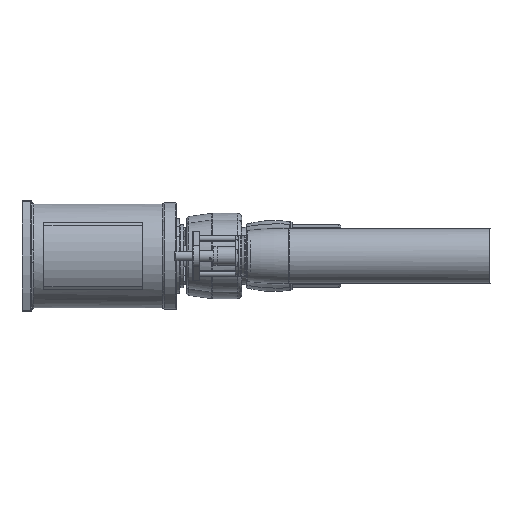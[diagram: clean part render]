
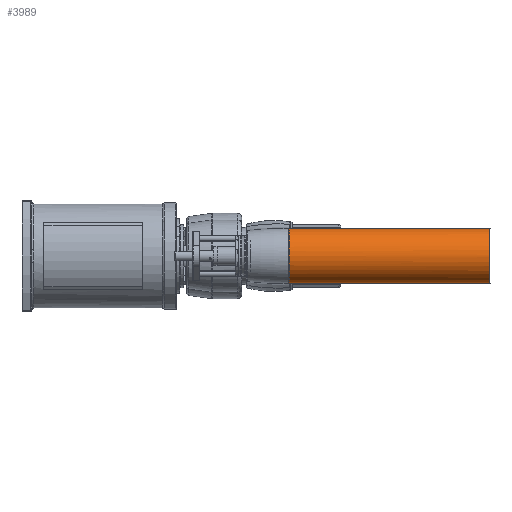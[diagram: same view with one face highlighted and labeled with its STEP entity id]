
A CAD part, left-side view. The second image highlights one B-rep face of the part: STEP entity #3989.
In plain terms, the highlighted cylindrical face has radius 70 mm (diameter 140 mm), a partial arc.
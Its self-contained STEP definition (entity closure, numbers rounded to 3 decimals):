
#79 = CYLINDRICAL_SURFACE ( 'NONE', #22952, 70. ) ;
#2907 = FACE_OUTER_BOUND ( 'NONE', #18046, .T. ) ;
#3042 = VERTEX_POINT ( 'NONE', #15371 ) ;
#3436 = CARTESIAN_POINT ( 'NONE',  ( -1341.711, -873.88, 0. ) ) ;
#3989 = ADVANCED_FACE ( 'NONE', ( #2907 ), #79, .T. ) ;
#4669 = AXIS2_PLACEMENT_3D ( 'NONE', #28186, #16013, #19289 ) ;
#5306 = CARTESIAN_POINT ( 'NONE',  ( -1341.711, -873.88, 70. ) ) ;
#6569 = DIRECTION ( 'NONE',  ( 0., 1., 0. ) ) ;
#6634 = CARTESIAN_POINT ( 'NONE',  ( -1411.636, -871.88, 3.25 ) ) ;
#6835 = ORIENTED_EDGE ( 'NONE', *, *, #17493, .T. ) ;
#6933 = LINE ( 'NONE', #9917, #37952 ) ;
#8835 = CARTESIAN_POINT ( 'NONE',  ( -1341.711, -873.88, -70. ) ) ;
#9246 = VERTEX_POINT ( 'NONE', #19639 ) ;
#9358 = DIRECTION ( 'NONE',  ( 0., 1., 0. ) ) ;
#9584 = DIRECTION ( 'NONE',  ( 0., 1., 0. ) ) ;
#9610 = CARTESIAN_POINT ( 'NONE',  ( -1411.636, -873.88, -3.25 ) ) ;
#9813 = VERTEX_POINT ( 'NONE', #21359 ) ;
#9830 = VECTOR ( 'NONE', #30492, 1000. ) ;
#9917 = CARTESIAN_POINT ( 'NONE',  ( -1411.636, -873.88, 3.25 ) ) ;
#10158 = EDGE_CURVE ( 'NONE', #24991, #9246, #33073, .T. ) ;
#10764 = LINE ( 'NONE', #9610, #9830 ) ;
#11090 = DIRECTION ( 'NONE',  ( 0., 1., 0. ) ) ;
#11165 = AXIS2_PLACEMENT_3D ( 'NONE', #26897, #11803, #11938 ) ;
#11803 = DIRECTION ( 'NONE',  ( 0., 1., 0. ) ) ;
#11938 = DIRECTION ( 'NONE',  ( 0., 0., 1. ) ) ;
#12690 = ORIENTED_EDGE ( 'NONE', *, *, #10158, .T. ) ;
#12862 = ORIENTED_EDGE ( 'NONE', *, *, #24885, .T. ) ;
#14608 = EDGE_CURVE ( 'NONE', #16918, #3042, #10764, .T. ) ;
#14955 = CIRCLE ( 'NONE', #11165, 70. ) ;
#15371 = CARTESIAN_POINT ( 'NONE',  ( -1411.636, -873.88, -3.25 ) ) ;
#16013 = DIRECTION ( 'NONE',  ( 0., 1., 0. ) ) ;
#16918 = VERTEX_POINT ( 'NONE', #34335 ) ;
#17256 = CIRCLE ( 'NONE', #26078, 70. ) ;
#17493 = EDGE_CURVE ( 'NONE', #9813, #24991, #19040, .T. ) ;
#18046 = EDGE_LOOP ( 'NONE', ( #36387, #6835, #12690, #28337, #21307, #34798, #23228, #12862 ) ) ;
#18733 = EDGE_CURVE ( 'NONE', #30696, #3042, #17256, .T. ) ;
#18928 = DIRECTION ( 'NONE',  ( 0., 0., -1. ) ) ;
#19040 = CIRCLE ( 'NONE', #27066, 70. ) ;
#19289 = DIRECTION ( 'NONE',  ( 0., 0., -1. ) ) ;
#19639 = CARTESIAN_POINT ( 'NONE',  ( -1341.711, -363.88, 70. ) ) ;
#21307 = ORIENTED_EDGE ( 'NONE', *, *, #35503, .F. ) ;
#21359 = CARTESIAN_POINT ( 'NONE',  ( -1411.636, -873.88, 3.25 ) ) ;
#22952 = AXIS2_PLACEMENT_3D ( 'NONE', #36400, #6569, #18928 ) ;
#23228 = ORIENTED_EDGE ( 'NONE', *, *, #14608, .F. ) ;
#24885 = EDGE_CURVE ( 'NONE', #16918, #34364, #14955, .T. ) ;
#24976 = CARTESIAN_POINT ( 'NONE',  ( -1341.711, -363.88, -70. ) ) ;
#24991 = VERTEX_POINT ( 'NONE', #30424 ) ;
#26078 = AXIS2_PLACEMENT_3D ( 'NONE', #3436, #9358, #36178 ) ;
#26897 = CARTESIAN_POINT ( 'NONE',  ( -1341.711, -871.88, 0. ) ) ;
#27066 = AXIS2_PLACEMENT_3D ( 'NONE', #31147, #31013, #37044 ) ;
#27240 = EDGE_CURVE ( 'NONE', #33477, #9246, #34228, .T. ) ;
#28040 = EDGE_CURVE ( 'NONE', #9813, #34364, #6933, .T. ) ;
#28186 = CARTESIAN_POINT ( 'NONE',  ( -1341.711, -363.88, 0. ) ) ;
#28337 = ORIENTED_EDGE ( 'NONE', *, *, #27240, .F. ) ;
#28982 = LINE ( 'NONE', #36515, #36064 ) ;
#29270 = VECTOR ( 'NONE', #11090, 1000. ) ;
#30424 = CARTESIAN_POINT ( 'NONE',  ( -1341.711, -873.88, 70. ) ) ;
#30492 = DIRECTION ( 'NONE',  ( 0., -1., 0. ) ) ;
#30696 = VERTEX_POINT ( 'NONE', #8835 ) ;
#31013 = DIRECTION ( 'NONE',  ( 0., 1., 0. ) ) ;
#31147 = CARTESIAN_POINT ( 'NONE',  ( -1341.711, -873.88, 0. ) ) ;
#33073 = LINE ( 'NONE', #5306, #29270 ) ;
#33477 = VERTEX_POINT ( 'NONE', #24976 ) ;
#34228 = CIRCLE ( 'NONE', #4669, 70. ) ;
#34335 = CARTESIAN_POINT ( 'NONE',  ( -1411.636, -871.88, -3.25 ) ) ;
#34364 = VERTEX_POINT ( 'NONE', #6634 ) ;
#34798 = ORIENTED_EDGE ( 'NONE', *, *, #18733, .T. ) ;
#35503 = EDGE_CURVE ( 'NONE', #30696, #33477, #28982, .T. ) ;
#36064 = VECTOR ( 'NONE', #9584, 1000. ) ;
#36178 = DIRECTION ( 'NONE',  ( 0., 0., -1. ) ) ;
#36387 = ORIENTED_EDGE ( 'NONE', *, *, #28040, .F. ) ;
#36400 = CARTESIAN_POINT ( 'NONE',  ( -1341.711, -873.88, 0. ) ) ;
#36515 = CARTESIAN_POINT ( 'NONE',  ( -1341.711, -873.88, -70. ) ) ;
#36835 = DIRECTION ( 'NONE',  ( 0., 1., 0. ) ) ;
#37044 = DIRECTION ( 'NONE',  ( 0., 0., -1. ) ) ;
#37952 = VECTOR ( 'NONE', #36835, 1000. ) ;
